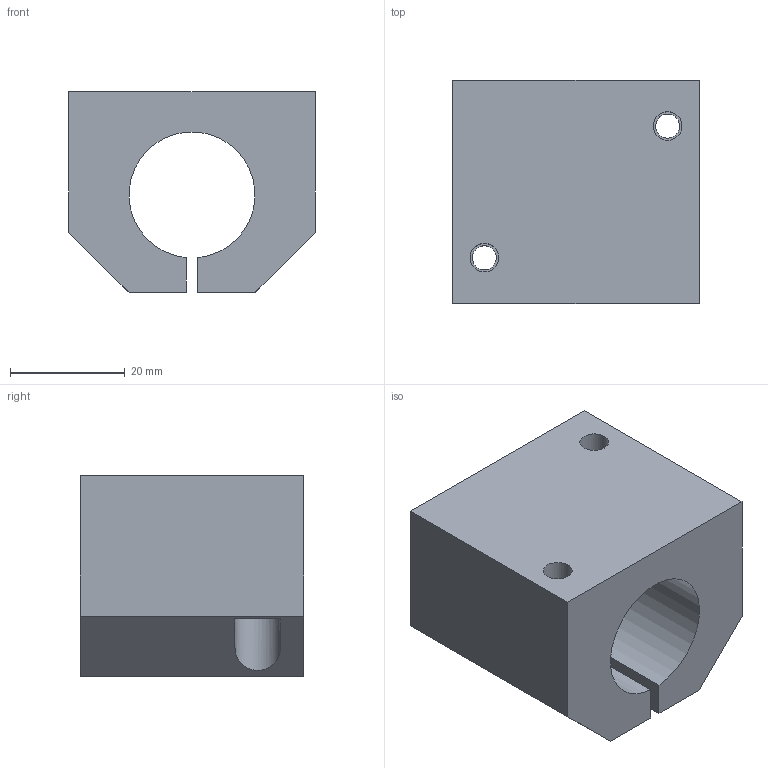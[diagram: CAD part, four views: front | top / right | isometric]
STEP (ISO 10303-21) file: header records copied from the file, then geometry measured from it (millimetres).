
FILE_DESCRIPTION( ( 'STEP AP214' ), '1' );
FILE_NAME( 'SGE-12.stp', '2010-02-01T12:34:28', ( ' ' ), ( ' ' ), 'XStep 1.0', ' ', ' ' );
FILE_SCHEMA( ( 'CONFIG_CONTROL_DESIGN) ( )' ) );
Length unit declared in the file: metre
Products named in the file (1): 1
Bounding box: 43 x 39 x 35 mm (x, y, z)
Volume: 37478.7 mm3; surface area: 11634.1 mm2
Topology: 1 solids, 1 shells, 29 faces, 68 edges, 46 vertices
Faces by surface type: plane 20, cylinder 9
Full cylindrical faces by diameter (mm): 4 x1, 4.2 x2, 5 x2, 6 x1
Entity records: 1048 total; most frequent: DIRECTION 138, CARTESIAN_POINT 134, ORIENTED_EDGE 120, EDGE_CURVE 60, AXIS2_PLACEMENT_3D 48, EDGE_LOOP 46, VERTEX_POINT 44, LINE 42
